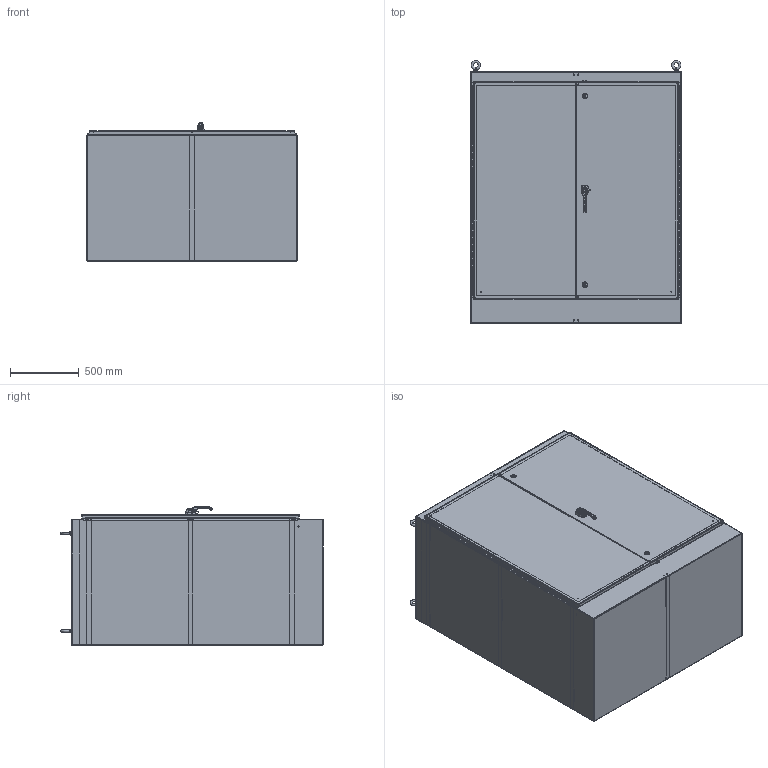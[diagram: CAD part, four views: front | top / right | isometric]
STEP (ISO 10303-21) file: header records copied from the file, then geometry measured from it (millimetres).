
FILE_DESCRIPTION(/* description */ ('ENCL,N12,FSD,2D,72X60X36'),/* implementation_level */ '2;1');
FILE_NAME(/* name */ 'WA726036FSD.stp',/* time_stamp */ '2020-11-17T09:49:35-06:00',/* author */ ('KA'),/* organization */ (''),/* preprocessor_version */ 'ST-DEVELOPER v18.1',/* originating_system */ 'Autodesk Inventor 2020',/* authorisation */ '');
FILE_SCHEMA (('AUTOMOTIVE_DESIGN { 1 0 10303 214 3 1 1 }'));
Products named in the file (49): WA726036FSD; HFW3025; 316298; 12017; HSSN1300W60; HSSN1300W60_1; HSSN1300W60T; HSSN1300W60L; HSSN1300W60P; WA7260FSDFB; WA6036FSDBTM; WA6036FSDTOP; 3065; WA72FSDSTRIPGSKT; HFW352004; 35210-64; WA7260FSDLDR; WA7260FSDSDR; LARGE_DOOR_ROD_ASSM-37029; HFW31712; 1091-903_AF0; 1091-903_AF0_1; 1091-903_AF0_2; PLASTIC-ROLLER-CAM_AF0_ASM; PLASTIC-ROLLER-CAM_AF1; 7379-M6-8X25_AF0; LOCK-NUT_AF0; SUPPORT-ROLL_AF0; 1091-BR11_AF0; 37029; ANSI B18.6.3 - 3/8-16 UNC - 1.75; HFW3762; 31215; 3862; 32450; WA7260FSDFIP; WA7236FSDLS; WA7236FSDRS; FUN00105; 349132 ...
Assembly tree (84 placements, depth 5):
  WA726036FSD
    FUN00105  x8
    HFW3025  x4
    316298  x4
    12017  x2
    HSSN1300W60
      HSSN1300W60T
      HSSN1300W60L
      HSSN1300W60P
    HSSN1300W60_1
      HSSN1300W60T
      HSSN1300W60L
      HSSN1300W60P
    WA7260FSDFB
    WA6036FSDBTM
    WA6036FSDTOP
    3065  x2
    38846  x6
    WA72FSDSTRIPGSKT
    WA7260FSDFIP  x2
    HFW352004  x2
    35210-64
    WA7260FSDLDR
    WA7260FSDSDR
    LARGE_DOOR_ROD_ASSM-37029
      HFW31712
        1091-903_AF0
          1091-903_AF0_1
          1091-903_AF0_2
        PLASTIC-ROLLER-CAM_AF0_ASM
          PLASTIC-ROLLER-CAM_AF1
          7379-M6-8X25_AF0
          LOCK-NUT_AF0
        SUPPORT-ROLL_AF0
        1091-BR11_AF0
      37029  x2
      ANSI B18.6.3 - 3/8-16 UNC - 1.75  x2
      HFW3762  x4
      31215  x2
      3862  x2
    32450
    WA7236FSDLS
    WA7236FSDRS
    349132  x4
    HFW312002  x2
      CP10184202R01_Standard
        CP10184202R01_Deep Recess
        CP10184202R03 MODIFY
      CP10184202R02
      CP10184202R04
        _22030_0932_Spring_Plunger__1_b_2
        _22030_0932_Spring_Plunger__1_a_4
Bounding box: 1527.17 x 1911.26 x 1006.34 mm (x, y, z)
Volume: 46717457.4 mm3; surface area: 27831569 mm2
Topology: 78 solids, 1559 shells, 4519 faces, 14883 edges, 11990 vertices
Faces by surface type: plane 1933, cylinder 1395, bspline 512, torus 322, cone 229, sphere 128
Full cylindrical faces by diameter (mm): 1.5 x2, 3.5 x2, 3.9 x1, 4.2 x2, 4.5 x2, 4.762 x2, 4.773 x2, 5 x5, 5.16 x20, 6 x3, 6.128 x2, 6.172 x2, 6.35 x14, 6.41 x2, 6.535 x16, 7.112 x3, 7.144 x2, 7.938 x2, 8 x1, 8.153 x2, 8.2 x1, 8.56 x6, 8.7 x2, 9.525 x14, 10 x2, 10.16 x4, 12 x4, 12.7 x2, 13 x1, 13.2 x1
Entity records: 201794 total; most frequent: CARTESIAN_POINT 102932, DIRECTION 18341, ORIENTED_EDGE 14982, EDGE_CURVE 10863, VERTEX_POINT 9397, AXIS2_PLACEMENT_3D 6507, LINE 5327, VECTOR 5327
